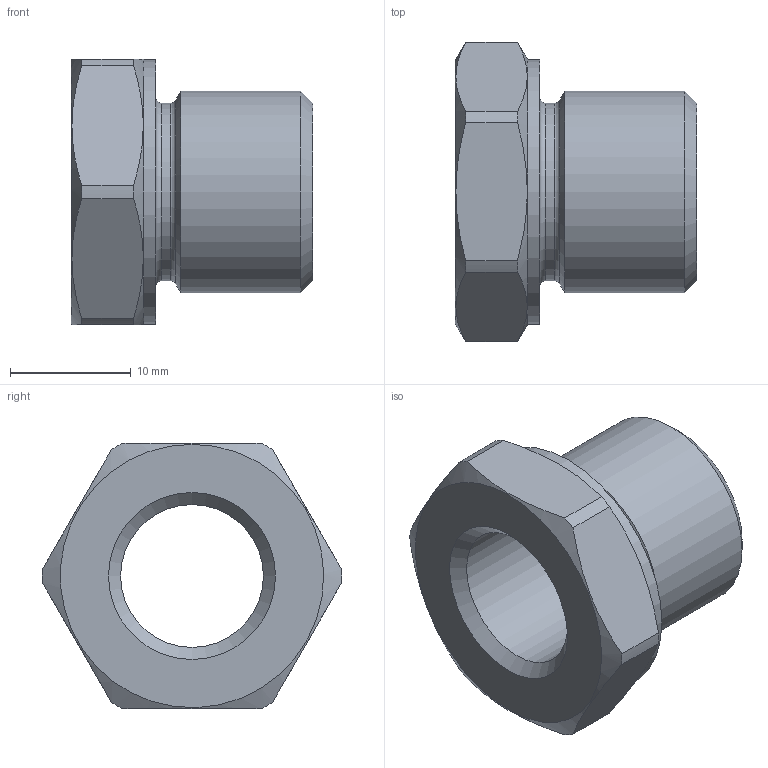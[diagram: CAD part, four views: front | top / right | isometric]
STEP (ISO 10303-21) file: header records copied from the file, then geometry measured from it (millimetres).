
FILE_DESCRIPTION(/* description */ ('Unknown'),/* implementation_level */ '2;1');
FILE_NAME(/* name */ '57539_Reduziernippel',/* time_stamp */ '2024-11-04T12:45:58+01:00',/* author */ ('Unknown'),/* organization */ ('Unknown'),/* preprocessor_version */ 'ST-DEVELOPER v18.104',/* originating_system */ 'Solid Edge',/* authorisation */ 'Unknown');
FILE_SCHEMA (('AUTOMOTIVE_DESIGN {1 0 10303 214 3 1 1}'));
Length unit declared in the file: millimetre
Products named in the file (1): 50000057539_Reduziernippel_G1-4IG_G3-8AG
Bounding box: 20 x 24.8 x 22 mm (x, y, z)
Volume: 3360.3 mm3; surface area: 2504 mm2
Topology: 1 solids, 1 shells, 27 faces, 68 edges, 44 vertices
Faces by surface type: cylinder 10, plane 9, cone 6, torus 2
Full cylindrical faces by diameter (mm): 11.82 x1, 14.7 x1, 16.66 x1, 21.9 x1
Entity records: 951 total; most frequent: CARTESIAN_POINT 172, DIRECTION 120, ORIENTED_EDGE 100, AXIS2_PLACEMENT_3D 54, EDGE_CURVE 50, EDGE_LOOP 42, FACE_BOUND 42, VERTEX_POINT 38
